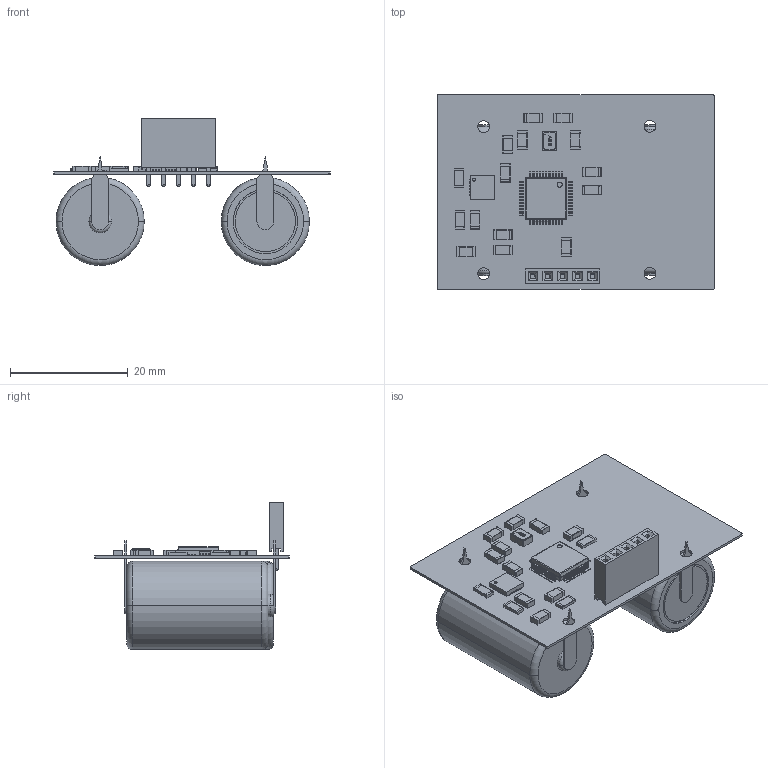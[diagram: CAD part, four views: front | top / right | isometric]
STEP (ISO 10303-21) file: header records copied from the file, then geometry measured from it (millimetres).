
FILE_DESCRIPTION(('Open CASCADE Model'),'2;1');
FILE_NAME('Open CASCADE Shape Model','2020-10-08T22:12:00',('Author'),( 'Open CASCADE'),'Open CASCADE STEP processor 6.8','Open CASCADE 6.8' ,'Unknown');
FILE_SCHEMA(('AUTOMOTIVE_DESIGN { 1 0 10303 214 1 1 1 1 }'));
Length unit declared in the file: millimetre
Products named in the file (42): PCB; Board; Open CASCADE STEP translator 6.8 1.1.1; P2; 3DPIL; P1; U4; 5837050144; Open_CASCADE_STEP_translator_6.8_33.1; Body; Open_CASCADE_STEP_translator_6.8_33.2.1; Thermal_Shape; Pin_Shape; Open_CASCADE_STEP_translator_6.8_33.4.1; Y1; ASE3; U3; 5832631504; Open_CASCADE_STEP_translator_6.8_10.1; Open_CASCADE_STEP_translator_6.8_10.2.1; Leader; R4; 1206RES; R3; R2; R1; J1; User_Library-ZL262-5SG_(1); C17; 1206CAP; C16; C15; C14; C13; C12; C11; C10; C9; C8; C7
Assembly tree (124 placements, depth 5):
  PCB
    Board
      Open CASCADE STEP translator 6.8 1.1.1
    P2
      3DPIL
    P1
      3DPIL
    U4
      5837050144
        Open_CASCADE_STEP_translator_6.8_33.1
        Body
          Open_CASCADE_STEP_translator_6.8_33.2.1
        Thermal_Shape
        Pin_Shape  x24
          Open_CASCADE_STEP_translator_6.8_33.4.1
    Y1
      ASE3
    U3
      5832631504
        Open_CASCADE_STEP_translator_6.8_10.1
        Body
          Open_CASCADE_STEP_translator_6.8_10.2.1
        Leader  x24
        Leader  x24
    R4
      1206RES
    R3
      1206RES
    R2
      1206RES
    R1
      1206RES
    J1
      User_Library-ZL262-5SG_(1)
    C17
      1206CAP
    C16
      1206CAP
    C15
      1206CAP
    C14
      1206CAP
    C13
      1206CAP
    C12
      1206CAP
    C11
      1206CAP
    C10
      1206CAP
    C9
      1206CAP
    C8
      1206CAP
    C7
      1206CAP
Bounding box: 47.04 x 33.14 x 25.01 mm (x, y, z)
Volume: 9530.4 mm3; surface area: 7323.4 mm2
Topology: 100 solids, 102 shells, 2654 faces, 5881 edges, 3364 vertices
Faces by surface type: plane 1854, cylinder 655, bspline 125, torus 12, sphere 8
Full cylindrical faces by diameter (mm): 0.512 x1, 0.875 x1, 1 x5, 2 x4
Entity records: 20683 total; most frequent: CARTESIAN_POINT 5415, DIRECTION 2681, ORIENTED_EDGE 2646, EDGE_CURVE 1324, LINE 969, VECTOR 969, AXIS2_PLACEMENT_3D 856, VERTEX_POINT 814
